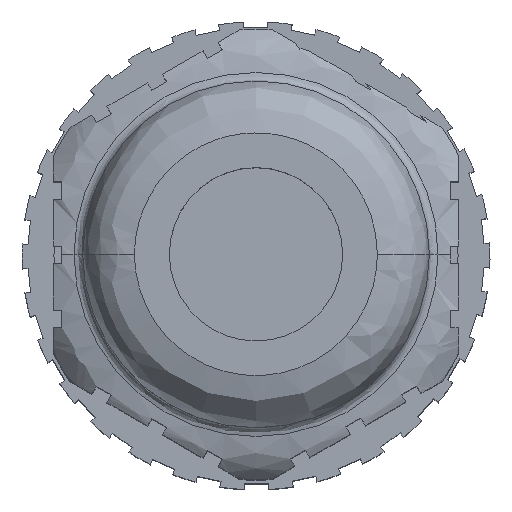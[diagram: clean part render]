
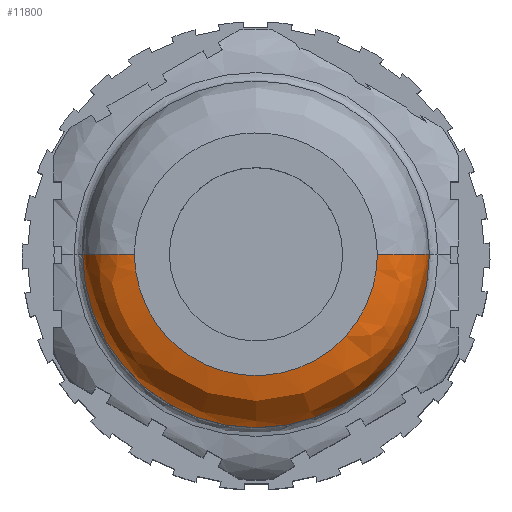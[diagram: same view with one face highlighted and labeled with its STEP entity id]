
A CAD part, top view. The second image highlights one B-rep face of the part: STEP entity #11800.
In plain terms, the highlighted free-form (B-spline) face has degree [3, 3] with [4, 4] control points.
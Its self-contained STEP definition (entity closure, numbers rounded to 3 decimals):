
#764 = CARTESIAN_POINT ( 'NONE',  ( 22.67, -7., 40. ) ) ;
#835 = CARTESIAN_POINT ( 'NONE',  ( 21.17, -10., 39.379 ) ) ;
#899 = CARTESIAN_POINT ( 'NONE',  ( 21.17, 0., 38.5 ) ) ;
#1471 = CARTESIAN_POINT ( 'NONE',  ( 22.67, 0., 40. ) ) ;
#2356 = CARTESIAN_POINT ( 'NONE',  ( 31.17, 0., 39.379 ) ) ;
#2890 = ORIENTED_EDGE ( 'NONE', *, *, #4920, .F. ) ;
#3793 = VERTEX_POINT ( 'NONE', #1471 ) ;
#3815 = DIRECTION ( 'NONE',  ( 0., -1., 0. ) ) ;
#3818 = CARTESIAN_POINT ( 'NONE',  ( 22.67, 0., 40. ) ) ;
#3887 = CARTESIAN_POINT ( 'NONE',  ( 21.17, -10., 38.5 ) ) ;
#4617 = ORIENTED_EDGE ( 'NONE', *, *, #12526, .F. ) ;
#4920 = EDGE_CURVE ( 'NONE', #19571, #18455, #7524, .T. ) ;
#5384 = CARTESIAN_POINT ( 'NONE',  ( 29.67, -7., 40. ) ) ;
#5447 = CARTESIAN_POINT ( 'NONE',  ( 31.17, 0., 38.5 ) ) ;
#6605 = CARTESIAN_POINT ( 'NONE',  ( 26.17, 0., 38.5 ) ) ;
#6717 = AXIS2_PLACEMENT_3D ( 'NONE', #13064, #3815, #14640 ) ;
#6908 = CARTESIAN_POINT ( 'NONE',  ( 21.792, 0., 40. ) ) ;
#7075 = CARTESIAN_POINT ( 'NONE',  ( 29.67, 0., 40. ) ) ;
#7524 = CIRCLE ( 'NONE', #19521, 5. ) ;
#8150 = DIRECTION ( 'NONE',  ( 1., 0., 0. ) ) ;
#8465 = CARTESIAN_POINT ( 'NONE',  ( 30.549, -8.757, 40. ) ) ;
#8608 = FACE_OUTER_BOUND ( 'NONE', #14028, .T. ) ;
#8631 = CARTESIAN_POINT ( 'NONE',  ( 22.67, -7., 40. ) ) ;
#9171 = CARTESIAN_POINT ( 'NONE',  ( 29.67, 0., 38.5 ) ) ;
#9398 = VERTEX_POINT ( 'NONE', #17653 ) ;
#10014 = CARTESIAN_POINT ( 'NONE',  ( 21.17, 0., 39.379 ) ) ;
#10090 = CIRCLE ( 'NONE', #6717, 1.5 ) ;
#10326 = AXIS2_PLACEMENT_3D ( 'NONE', #9171, #20162, #10722 ) ;
#10631 =( BOUNDED_CURVE ( )  B_SPLINE_CURVE ( 3, ( #7075, #16385, #8631, #19586 ),
 .UNSPECIFIED., .F., .F. ) 
 B_SPLINE_CURVE_WITH_KNOTS ( ( 4, 4 ),
 ( 0., 1. ),
 .UNSPECIFIED. ) 
 CURVE ( )  GEOMETRIC_REPRESENTATION_ITEM ( )  RATIONAL_B_SPLINE_CURVE ( ( 1., 0.333, 0.333, 1. ) ) 
 REPRESENTATION_ITEM ( '' )  );
#10722 = DIRECTION ( 'NONE',  ( 1., 0., 0. ) ) ;
#11582 = CARTESIAN_POINT ( 'NONE',  ( 31.17, -10., 39.379 ) ) ;
#11800 = ADVANCED_FACE ( 'NONE', ( #8608 ), #15518, .T. ) ;
#12526 = EDGE_CURVE ( 'NONE', #9398, #19571, #16622, .T. ) ;
#13064 = CARTESIAN_POINT ( 'NONE',  ( 22.67, 0., 38.5 ) ) ;
#13126 = CARTESIAN_POINT ( 'NONE',  ( 21.17, 0., 38.5 ) ) ;
#14028 = EDGE_LOOP ( 'NONE', ( #18205, #14186, #2890, #4617 ) ) ;
#14186 = ORIENTED_EDGE ( 'NONE', *, *, #16349, .T. ) ;
#14640 = DIRECTION ( 'NONE',  ( -1., 0., 0. ) ) ;
#14713 = CARTESIAN_POINT ( 'NONE',  ( 31.17, -10., 38.5 ) ) ;
#15518 =( BOUNDED_SURFACE ( )  B_SPLINE_SURFACE ( 3, 3, ( 
 ( #3818, #764, #5384, #16222 ),
 ( #6908, #17819, #8465, #19411 ),
 ( #10014, #835, #11582, #2356 ),
 ( #13126, #3887, #14713, #5447 ) ),
 .UNSPECIFIED., .F., .F., .F. ) 
 B_SPLINE_SURFACE_WITH_KNOTS ( ( 4, 4 ),
 ( 4, 4 ),
 ( 0., 1. ),
 ( 0., 1. ),
 .UNSPECIFIED. ) 
 GEOMETRIC_REPRESENTATION_ITEM ( )  RATIONAL_B_SPLINE_SURFACE ( (
 ( 1., 0.333, 0.333, 1.),
 ( 0.805, 0.268, 0.268, 0.805),
 ( 0.805, 0.268, 0.268, 0.805),
 ( 1., 0.333, 0.333, 1.) ) ) 
 REPRESENTATION_ITEM ( '' )  SURFACE ( )  );
#16222 = CARTESIAN_POINT ( 'NONE',  ( 29.67, 0., 40. ) ) ;
#16349 = EDGE_CURVE ( 'NONE', #3793, #18455, #10090, .T. ) ;
#16385 = CARTESIAN_POINT ( 'NONE',  ( 29.67, -7., 40. ) ) ;
#16622 = CIRCLE ( 'NONE', #10326, 1.5 ) ;
#17023 = EDGE_CURVE ( 'NONE', #9398, #3793, #10631, .T. ) ;
#17492 = DIRECTION ( 'NONE',  ( 0., 0., -1. ) ) ;
#17653 = CARTESIAN_POINT ( 'NONE',  ( 29.67, 0., 40. ) ) ;
#17819 = CARTESIAN_POINT ( 'NONE',  ( 21.792, -8.757, 40. ) ) ;
#17849 = CARTESIAN_POINT ( 'NONE',  ( 31.17, 0., 38.5 ) ) ;
#18205 = ORIENTED_EDGE ( 'NONE', *, *, #17023, .T. ) ;
#18455 = VERTEX_POINT ( 'NONE', #899 ) ;
#19411 = CARTESIAN_POINT ( 'NONE',  ( 30.549, 0., 40. ) ) ;
#19521 = AXIS2_PLACEMENT_3D ( 'NONE', #6605, #17492, #8150 ) ;
#19571 = VERTEX_POINT ( 'NONE', #17849 ) ;
#19586 = CARTESIAN_POINT ( 'NONE',  ( 22.67, 0., 40. ) ) ;
#20162 = DIRECTION ( 'NONE',  ( 0., 1., 0. ) ) ;
